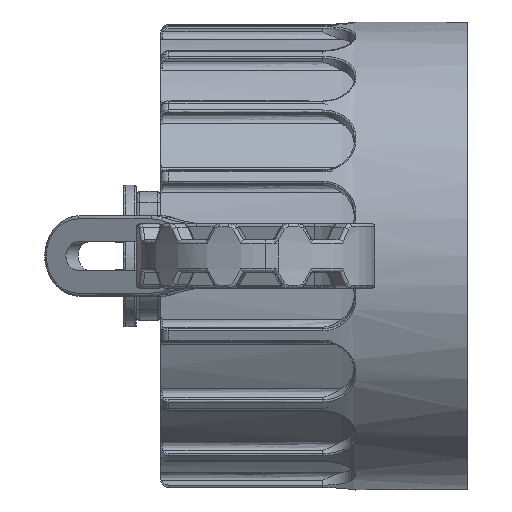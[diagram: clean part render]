
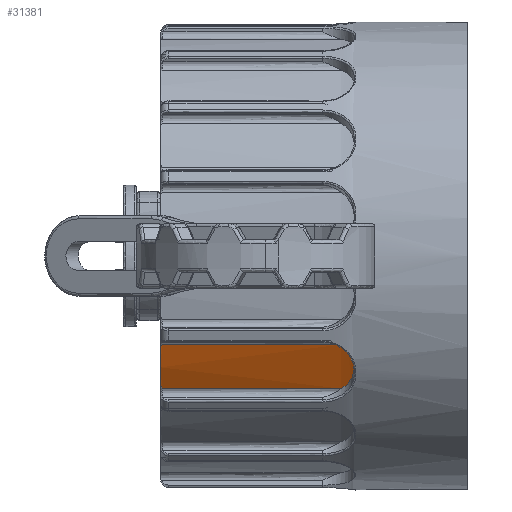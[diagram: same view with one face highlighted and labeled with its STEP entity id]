
A CAD part, front view. The second image highlights one B-rep face of the part: STEP entity #31381.
In plain terms, the highlighted free-form (B-spline) face has degree [2, 1] with [3, 2] control points.
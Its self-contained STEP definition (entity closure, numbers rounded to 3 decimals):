
#30642=CARTESIAN_POINT('V157',(-8.275,-1.952,
   -8.222));
#30643=VERTEX_POINT('V157',#30642);
#30667=CARTESIAN_POINT('V440',(2.824,-1.952,
   -8.222));
#30668=VERTEX_POINT('V440',#30667);
#30676=CARTESIAN_POINT('E599',(2.824,-1.952,
   -8.222));
#30677=CARTESIAN_POINT('E599',(-8.275,-1.952,
   -8.222));
#30678=B_SPLINE_CURVE_WITH_KNOTS('E599',1,(#30676,#30677),
   .POLYLINE_FORM.,.F.,.U.,(2,2),(2.0,20.366),
   .UNSPECIFIED.);
#30679=EDGE_CURVE('E599',#30668,#30643,#30678,.T.);
#30751=CARTESIAN_POINT('V522',(3.625,-2.818,
   -6.904));
#30752=VERTEX_POINT('V522',#30751);
#30758=CARTESIAN_POINT('E783',(3.625,-2.819,
   -6.902));
#30759=CARTESIAN_POINT('E783',(3.63,-2.565,
   -7.341));
#30760=CARTESIAN_POINT('E783',(3.371,-2.22,
   -7.851));
#30761=CARTESIAN_POINT('E783',(2.906,-1.987,
   -8.174));
#30762=CARTESIAN_POINT('E783',(2.824,-1.951,
   -8.222));
#30763=B_SPLINE_CURVE_WITH_KNOTS('E783',3,(#30758,#30759,#30760,
   #30761,#30762),.UNSPECIFIED.,.F.,.U.,(4,1,4),(0.0,
   0.002,0.002),.UNSPECIFIED.);
#30764=EDGE_CURVE('E783',#30752,#30668,#30763,.T.);
#30808=CARTESIAN_POINT('V441',(2.83,-3.531,
   -5.488));
#30809=VERTEX_POINT('V441',#30808);
#30817=CARTESIAN_POINT('E786',(2.829,-3.529,
   -5.49));
#30818=CARTESIAN_POINT('E786',(2.91,-3.505,
   -5.544));
#30819=CARTESIAN_POINT('E786',(3.089,-3.442,
   -5.684));
#30820=CARTESIAN_POINT('E786',(3.474,-3.237,
   -6.125));
#30821=CARTESIAN_POINT('E786',(3.625,-3.014,
   -6.564));
#30822=CARTESIAN_POINT('E786',(3.625,-2.818,
   -6.904));
#30823=B_SPLINE_CURVE_WITH_KNOTS('E786',3,(#30817,#30818,#30819,
   #30820,#30821,#30822),.UNSPECIFIED.,.F.,.U.,(4,1,1,4),(
   0.001,0.002,0.002,
   0.003),.UNSPECIFIED.);
#30824=EDGE_CURVE('E786',#30809,#30752,#30823,.T.);
#30860=CARTESIAN_POINT('V154',(-8.275,-3.531,
   -5.488));
#30861=VERTEX_POINT('V154',#30860);
#30875=CARTESIAN_POINT('E600',(-8.275,-3.531,
   -5.488));
#30876=CARTESIAN_POINT('E600',(2.83,-3.531,
   -5.488));
#30877=B_SPLINE_CURVE_WITH_KNOTS('E600',1,(#30875,#30876),
   .POLYLINE_FORM.,.F.,.U.,(2,2),(2.165,
   20.542),.UNSPECIFIED.);
#30878=EDGE_CURVE('E600',#30861,#30809,#30877,.T.);
#31313=CARTESIAN_POINT('V158',(-8.375,-2.126,
   -7.982));
#31314=VERTEX_POINT('V158',#31313);
#31315=CARTESIAN_POINT('E210',(-8.275,-1.952,
   -8.222));
#31316=CARTESIAN_POINT('E210',(-8.311,-2.011,
   -8.148));
#31317=CARTESIAN_POINT('E210',(-8.375,-2.066,
   -8.068));
#31318=CARTESIAN_POINT('E210',(-8.375,-2.126,
   -7.982));
#31319=B_SPLINE_CURVE_WITH_KNOTS('E210',3,(#31315,#31316,#31317,
   #31318),.UNSPECIFIED.,.F.,.U.,(4,4),(0.0,0.),
   .UNSPECIFIED.);
#31320=EDGE_CURVE('E210',#30643,#31314,#31319,.T.);
#31338=CARTESIAN_POINT('F276',(-8.375,-1.724,
   -8.521));
#31339=CARTESIAN_POINT('F276',(-8.375,-2.942,
   -6.97));
#31340=CARTESIAN_POINT('F276',(-8.375,-3.676,
   -5.14));
#31341=CARTESIAN_POINT('F276',(3.625,-1.724,
   -8.521));
#31342=CARTESIAN_POINT('F276',(3.625,-2.942,
   -6.97));
#31343=CARTESIAN_POINT('F276',(3.625,-3.676,
   -5.14));
#31351=(BOUNDED_SURFACE()B_SPLINE_SURFACE(2,1,((#31338,#31341),(
   #31339,#31342),(#31340,#31343)),.CYLINDRICAL_SURF.,.F.,.F.,.U.)
   B_SPLINE_SURFACE_WITH_KNOTS((3,3),(2,2),(0.0,1.0),(0.0,
   3.043),.UNSPECIFIED.)GEOMETRIC_REPRESENTATION_ITEM()
   RATIONAL_B_SPLINE_SURFACE(((1.0,1.0),(0.99,
   0.99),(1.0,1.0)))REPRESENTATION_ITEM('F276')
   SURFACE());
#31352=CARTESIAN_POINT('V153',(-8.375,-3.41,
   -5.758));
#31353=VERTEX_POINT('V153',#31352);
#31354=CARTESIAN_POINT('E812',(-8.375,-2.126,
   -7.982));
#31355=CARTESIAN_POINT('E812',(-8.375,-2.872,
   -6.93));
#31356=CARTESIAN_POINT('E812',(-8.375,-3.41,
   -5.758));
#31364=(BOUNDED_CURVE()B_SPLINE_CURVE(2,(#31354,#31355,#31356),
   .CIRCULAR_ARC.,.F.,.U.)B_SPLINE_CURVE_WITH_KNOTS((3,3),(
   0.172,0.828),.UNSPECIFIED.)CURVE()
   GEOMETRIC_REPRESENTATION_ITEM()RATIONAL_B_SPLINE_CURVE((
   0.997,0.993,0.997))
   REPRESENTATION_ITEM('E812'));
#31365=EDGE_CURVE('E812',#31314,#31353,#31364,.T.);
#31366=ORIENTED_EDGE('E812',*,*,#31365,.F.);
#31367=ORIENTED_EDGE('E210',*,*,#31320,.F.);
#31368=ORIENTED_EDGE('F181',*,*,#30679,.F.);
#31369=ORIENTED_EDGE('E783',*,*,#30764,.F.);
#31370=ORIENTED_EDGE('E786',*,*,#30824,.F.);
#31371=ORIENTED_EDGE('E600',*,*,#30878,.F.);
#31372=CARTESIAN_POINT('E205',(-8.375,-3.41,
   -5.758));
#31373=CARTESIAN_POINT('E205',(-8.375,-3.454,
   -5.663));
#31374=CARTESIAN_POINT('E205',(-8.311,-3.496,
   -5.575));
#31375=CARTESIAN_POINT('E205',(-8.275,-3.531,
   -5.488));
#31376=B_SPLINE_CURVE_WITH_KNOTS('E205',3,(#31372,#31373,#31374,
   #31375),.UNSPECIFIED.,.F.,.U.,(4,4),(0.0,0.),
   .UNSPECIFIED.);
#31377=EDGE_CURVE('E205',#31353,#30861,#31376,.T.);
#31378=ORIENTED_EDGE('E205',*,*,#31377,.F.);
#31379=EDGE_LOOP('F276',(#31366,#31367,#31368,#31369,#31370,#31371,
   #31378));
#31380=FACE_OUTER_BOUND('F276',#31379,.T.);
#31381=ADVANCED_FACE('F276',(#31380),#31351,.F.);
